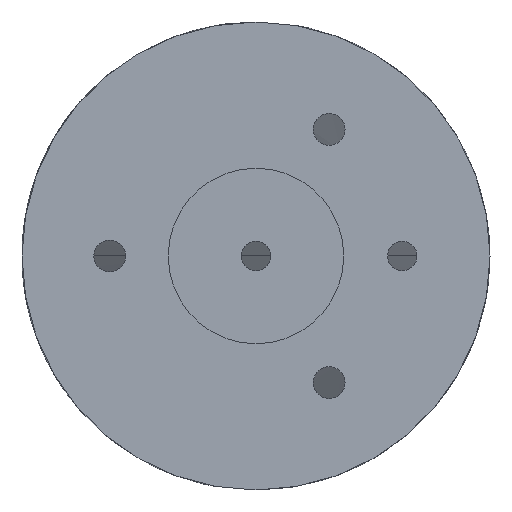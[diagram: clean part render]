
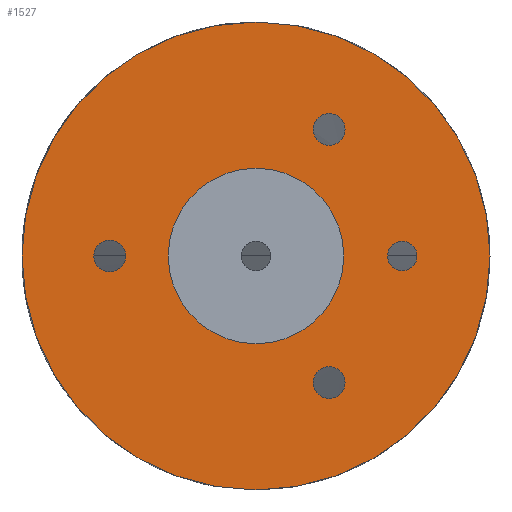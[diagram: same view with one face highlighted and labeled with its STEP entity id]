
A CAD part, front view. The second image highlights one B-rep face of the part: STEP entity #1527.
In plain terms, the highlighted planar face has unit normal (0, -1, 0).
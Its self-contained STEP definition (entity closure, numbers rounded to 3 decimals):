
#73 = VERTEX_POINT ( 'NONE', #1970 ) ;
#77 = EDGE_CURVE ( 'NONE', #82, #85, #1874, .T. ) ;
#80 = VERTEX_POINT ( 'NONE', #1934 ) ;
#82 = VERTEX_POINT ( 'NONE', #1880 ) ;
#85 = VERTEX_POINT ( 'NONE', #1925 ) ;
#98 = EDGE_CURVE ( 'NONE', #227, #238, #1985, .T. ) ;
#110 = EDGE_CURVE ( 'NONE', #253, #258, #2170, .T. ) ;
#222 = EDGE_CURVE ( 'NONE', #235, #246, #2412, .T. ) ;
#227 = VERTEX_POINT ( 'NONE', #2678 ) ;
#228 = EDGE_CURVE ( 'NONE', #238, #227, #2683, .T. ) ;
#235 = VERTEX_POINT ( 'NONE', #2533 ) ;
#238 = VERTEX_POINT ( 'NONE', #2525 ) ;
#246 = VERTEX_POINT ( 'NONE', #2523 ) ;
#251 = EDGE_CURVE ( 'NONE', #258, #253, #2562, .T. ) ;
#253 = VERTEX_POINT ( 'NONE', #2569 ) ;
#258 = VERTEX_POINT ( 'NONE', #2630 ) ;
#305 = EDGE_CURVE ( 'NONE', #246, #235, #2786, .T. ) ;
#362 = EDGE_CURVE ( 'NONE', #73, #80, #3099, .T. ) ;
#369 = VERTEX_POINT ( 'NONE', #3302 ) ;
#372 = VERTEX_POINT ( 'NONE', #3423 ) ;
#375 = EDGE_CURVE ( 'NONE', #369, #372, #3384, .T. ) ;
#1054 = EDGE_CURVE ( 'NONE', #372, #369, #4824, .T. ) ;
#1139 = EDGE_LOOP ( 'NONE', ( #1141, #1293 ) ) ;
#1140 = ORIENTED_EDGE ( 'NONE', *, *, #228, .F. ) ;
#1141 = ORIENTED_EDGE ( 'NONE', *, *, #77, .T. ) ;
#1293 = ORIENTED_EDGE ( 'NONE', *, *, #1298, .T. ) ;
#1294 = ORIENTED_EDGE ( 'NONE', *, *, #305, .F. ) ;
#1295 = EDGE_LOOP ( 'NONE', ( #1528, #1140 ) ) ;
#1298 = EDGE_CURVE ( 'NONE', #85, #82, #5190, .T. ) ;
#1310 = EDGE_CURVE ( 'NONE', #80, #73, #5125, .T. ) ;
#1318 = EDGE_LOOP ( 'NONE', ( #1348, #1538 ) ) ;
#1339 = EDGE_LOOP ( 'NONE', ( #1342, #1344 ) ) ;
#1340 = ORIENTED_EDGE ( 'NONE', *, *, #110, .F. ) ;
#1341 = ORIENTED_EDGE ( 'NONE', *, *, #222, .F. ) ;
#1342 = ORIENTED_EDGE ( 'NONE', *, *, #1054, .F. ) ;
#1343 = EDGE_LOOP ( 'NONE', ( #1340, #1525 ) ) ;
#1344 = ORIENTED_EDGE ( 'NONE', *, *, #375, .F. ) ;
#1345 = EDGE_LOOP ( 'NONE', ( #1294, #1341 ) ) ;
#1348 = ORIENTED_EDGE ( 'NONE', *, *, #362, .T. ) ;
#1525 = ORIENTED_EDGE ( 'NONE', *, *, #251, .F. ) ;
#1527 = ADVANCED_FACE ( 'NONE', ( #5812, #5712, #5765, #5720, #5711, #5713 ), #5795, .F. ) ;
#1528 = ORIENTED_EDGE ( 'NONE', *, *, #98, .F. ) ;
#1538 = ORIENTED_EDGE ( 'NONE', *, *, #1310, .T. ) ;
#1638 = DIRECTION ( 'NONE',  ( 0., 0., -1. ) ) ;
#1670 = DIRECTION ( 'NONE',  ( 0., -1., 0. ) ) ;
#1736 = AXIS2_PLACEMENT_3D ( 'NONE', #1770, #1817, #1816 ) ;
#1770 = CARTESIAN_POINT ( 'NONE',  ( -15.875, 0., 0. ) ) ;
#1816 = DIRECTION ( 'NONE',  ( 0., 0., -1. ) ) ;
#1817 = DIRECTION ( 'NONE',  ( 0., -1., 0. ) ) ;
#1865 = AXIS2_PLACEMENT_3D ( 'NONE', #1936, #1933, #1932 ) ;
#1874 = CIRCLE ( 'NONE', #1865, 9.525 ) ;
#1880 = CARTESIAN_POINT ( 'NONE',  ( 0., 0., -9.525 ) ) ;
#1925 = CARTESIAN_POINT ( 'NONE',  ( 0., 0., 9.525 ) ) ;
#1932 = DIRECTION ( 'NONE',  ( 0., 0., 1. ) ) ;
#1933 = DIRECTION ( 'NONE',  ( 0., 1., 0. ) ) ;
#1934 = CARTESIAN_POINT ( 'NONE',  ( 15.875, 0., 1.594 ) ) ;
#1936 = CARTESIAN_POINT ( 'NONE',  ( 0., 0., 0. ) ) ;
#1970 = CARTESIAN_POINT ( 'NONE',  ( 15.875, 0., -1.594 ) ) ;
#1985 = CIRCLE ( 'NONE', #1736, 1.727 ) ;
#2024 = CARTESIAN_POINT ( 'NONE',  ( 7.938, 0., -13.748 ) ) ;
#2089 = DIRECTION ( 'NONE',  ( 0., 0., -1. ) ) ;
#2090 = DIRECTION ( 'NONE',  ( 0., -1., 0. ) ) ;
#2091 = AXIS2_PLACEMENT_3D ( 'NONE', #2024, #2090, #2089 ) ;
#2170 = CIRCLE ( 'NONE', #2091, 1.727 ) ;
#2411 = AXIS2_PLACEMENT_3D ( 'NONE', #2450, #1670, #1638 ) ;
#2412 = CIRCLE ( 'NONE', #2411, 1.727 ) ;
#2450 = CARTESIAN_POINT ( 'NONE',  ( 7.938, 0., 13.748 ) ) ;
#2523 = CARTESIAN_POINT ( 'NONE',  ( 7.938, 0., 12.021 ) ) ;
#2525 = CARTESIAN_POINT ( 'NONE',  ( -15.875, 0., 1.727 ) ) ;
#2533 = CARTESIAN_POINT ( 'NONE',  ( 7.938, 0., 15.475 ) ) ;
#2543 = DIRECTION ( 'NONE',  ( 0., -1., 0. ) ) ;
#2553 = DIRECTION ( 'NONE',  ( 0., 0., -1. ) ) ;
#2554 = CARTESIAN_POINT ( 'NONE',  ( 7.938, 0., -13.748 ) ) ;
#2562 = CIRCLE ( 'NONE', #2725, 1.727 ) ;
#2569 = CARTESIAN_POINT ( 'NONE',  ( 7.938, 0., -15.475 ) ) ;
#2630 = CARTESIAN_POINT ( 'NONE',  ( 7.938, 0., -12.021 ) ) ;
#2666 = CARTESIAN_POINT ( 'NONE',  ( -15.875, 0., 0. ) ) ;
#2676 = AXIS2_PLACEMENT_3D ( 'NONE', #2666, #2543, #2553 ) ;
#2678 = CARTESIAN_POINT ( 'NONE',  ( -15.875, 0., -1.727 ) ) ;
#2683 = CIRCLE ( 'NONE', #2676, 1.727 ) ;
#2723 = DIRECTION ( 'NONE',  ( 0., 0., -1. ) ) ;
#2724 = DIRECTION ( 'NONE',  ( 0., -1., 0. ) ) ;
#2725 = AXIS2_PLACEMENT_3D ( 'NONE', #2554, #2724, #2723 ) ;
#2730 = CARTESIAN_POINT ( 'NONE',  ( 7.938, 0., 13.748 ) ) ;
#2768 = DIRECTION ( 'NONE',  ( 0., 0., -1. ) ) ;
#2784 = DIRECTION ( 'NONE',  ( 0., -1., 0. ) ) ;
#2785 = AXIS2_PLACEMENT_3D ( 'NONE', #2730, #2784, #2768 ) ;
#2786 = CIRCLE ( 'NONE', #2785, 1.727 ) ;
#3088 = DIRECTION ( 'NONE',  ( 0., 0., 1. ) ) ;
#3089 = DIRECTION ( 'NONE',  ( 0., 1., 0. ) ) ;
#3090 = CARTESIAN_POINT ( 'NONE',  ( 15.875, 0., 0. ) ) ;
#3099 = CIRCLE ( 'NONE', #3180, 1.594 ) ;
#3180 = AXIS2_PLACEMENT_3D ( 'NONE', #3090, #3089, #3088 ) ;
#3302 = CARTESIAN_POINT ( 'NONE',  ( 0., 0., 25.4 ) ) ;
#3383 = DIRECTION ( 'NONE',  ( 0., 0., 1. ) ) ;
#3384 = CIRCLE ( 'NONE', #3415, 25.4 ) ;
#3387 = CARTESIAN_POINT ( 'NONE',  ( 0., 0., 0. ) ) ;
#3390 = DIRECTION ( 'NONE',  ( 0., 1., 0. ) ) ;
#3415 = AXIS2_PLACEMENT_3D ( 'NONE', #3387, #3390, #3383 ) ;
#3423 = CARTESIAN_POINT ( 'NONE',  ( 0., 0., -25.4 ) ) ;
#4824 = CIRCLE ( 'NONE', #4974, 25.4 ) ;
#4921 = DIRECTION ( 'NONE',  ( 0., 0., 1. ) ) ;
#4922 = DIRECTION ( 'NONE',  ( 0., 1., 0. ) ) ;
#4923 = CARTESIAN_POINT ( 'NONE',  ( 0., 0., 0. ) ) ;
#4974 = AXIS2_PLACEMENT_3D ( 'NONE', #4923, #4922, #4921 ) ;
#5122 = DIRECTION ( 'NONE',  ( 0., 1., 0. ) ) ;
#5123 = CARTESIAN_POINT ( 'NONE',  ( 0., 0., 0. ) ) ;
#5124 = AXIS2_PLACEMENT_3D ( 'NONE', #5123, #5122, #5237 ) ;
#5125 = CIRCLE ( 'NONE', #5206, 1.594 ) ;
#5190 = CIRCLE ( 'NONE', #5124, 9.525 ) ;
#5206 = AXIS2_PLACEMENT_3D ( 'NONE', #5236, #5235, #5234 ) ;
#5234 = DIRECTION ( 'NONE',  ( 0., 0., 1. ) ) ;
#5235 = DIRECTION ( 'NONE',  ( 0., 1., 0. ) ) ;
#5236 = CARTESIAN_POINT ( 'NONE',  ( 15.875, 0., 0. ) ) ;
#5237 = DIRECTION ( 'NONE',  ( 0., 0., 1. ) ) ;
#5711 = FACE_BOUND ( 'NONE', #1295, .T. ) ;
#5712 = FACE_OUTER_BOUND ( 'NONE', #1339, .T. ) ;
#5713 = FACE_BOUND ( 'NONE', #1139, .T. ) ;
#5720 = FACE_BOUND ( 'NONE', #1345, .T. ) ;
#5765 = FACE_BOUND ( 'NONE', #1343, .T. ) ;
#5784 = DIRECTION ( 'NONE',  ( 0., 0., 1. ) ) ;
#5785 = DIRECTION ( 'NONE',  ( 0., 1., 0. ) ) ;
#5786 = CARTESIAN_POINT ( 'NONE',  ( 0., 0., 0. ) ) ;
#5795 = PLANE ( 'NONE',  #5805 ) ;
#5805 = AXIS2_PLACEMENT_3D ( 'NONE', #5786, #5785, #5784 ) ;
#5812 = FACE_BOUND ( 'NONE', #1318, .T. ) ;
